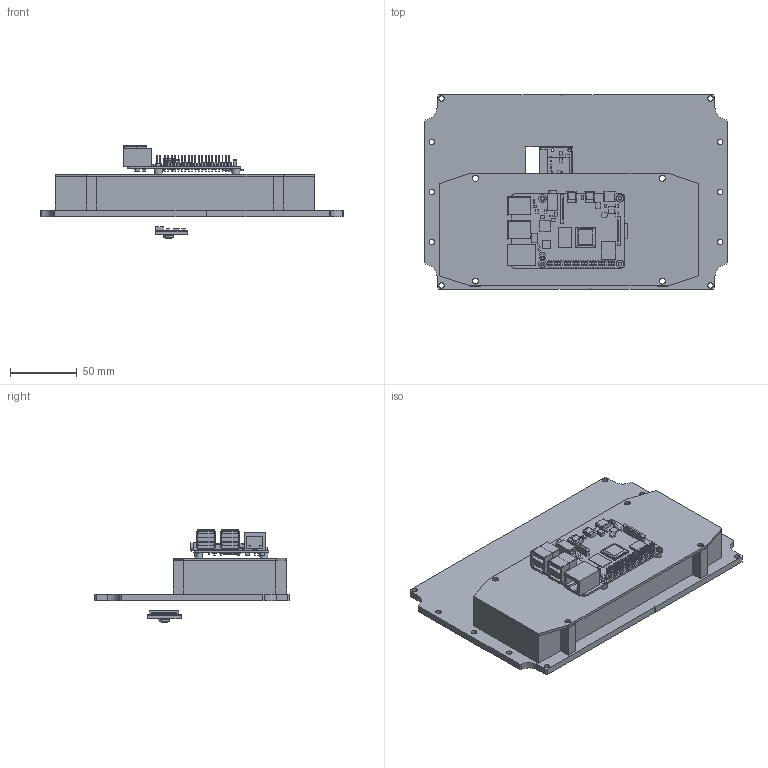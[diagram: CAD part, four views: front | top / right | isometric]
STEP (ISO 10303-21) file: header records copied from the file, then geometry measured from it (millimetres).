
FILE_DESCRIPTION(/* description */ (''),/* implementation_level */ '2;1');
FILE_NAME(/* name */ 'Bodenplatte v6.step',/* time_stamp */ '2021-04-10T12:36:31+02:00',/* author */ (''),/* organization */ (''),/* preprocessor_version */ 'ST-DEVELOPER v18.1',/* originating_system */ 'Autodesk Translation Framework v9.10.0.1330',/* authorisation */ '');
FILE_SCHEMA (('AUTOMOTIVE_DESIGN { 1 0 10303 214 3 1 1 }'));
Length unit declared in the file: millimetre
Products named in the file (19): Bodenplatte; Raspberry Pi 4 Model B; pcb; frontChips; usb-c; hdmi; audio; ethernet; usb-b; pin; display; camera; sdcardSlot; sdcard; RPi_Camera_V2.1; PCB_1; Zif Connector; Camera Lense; Camera PCB connector
Assembly tree (18 placements, depth 3):
  Bodenplatte
    Raspberry Pi 4 Model B
      pcb
      frontChips
      usb-c
      hdmi
      audio
      ethernet
      usb-b
      pin
      display
      camera
      sdcardSlot
      sdcard
    RPi_Camera_V2.1
      PCB_1
      Zif Connector
      Camera Lense
      Camera PCB connector
Bounding box: 226.82 x 145.5 x 70.35 mm (x, y, z)
Volume: 207069.3 mm3; surface area: 192312.3 mm2
Topology: 193 solids, 193 shells, 1899 faces, 4127 edges, 2662 vertices
Faces by surface type: plane 1624, cylinder 213, cone 52, bspline 9, sphere 1
Full cylindrical faces by diameter (mm): 0.6 x4, 0.65 x44, 1.2 x8, 1.3 x1, 2.1 x6, 2.5 x4, 3.3 x2, 3.4 x4, 3.6 x1, 4.2 x10, 4.5 x12, 5 x1, 5.6 x4, 6 x5, 7.2 x1
Entity records: 51774 total; most frequent: CARTESIAN_POINT 9069, DIRECTION 8472, ORIENTED_EDGE 8242, EDGE_CURVE 4121, LINE 3624, VECTOR 3624, VERTEX_POINT 2660, AXIS2_PLACEMENT_3D 2424
